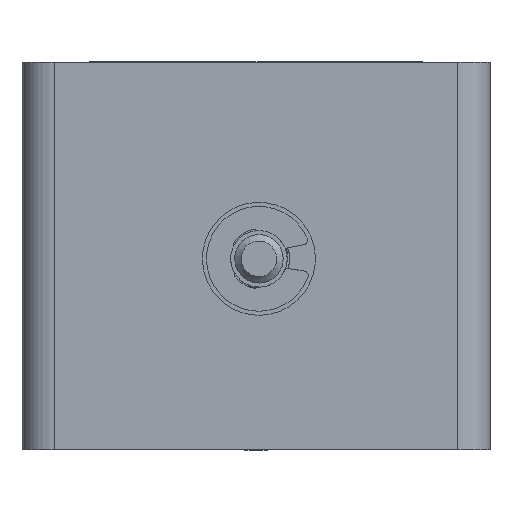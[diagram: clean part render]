
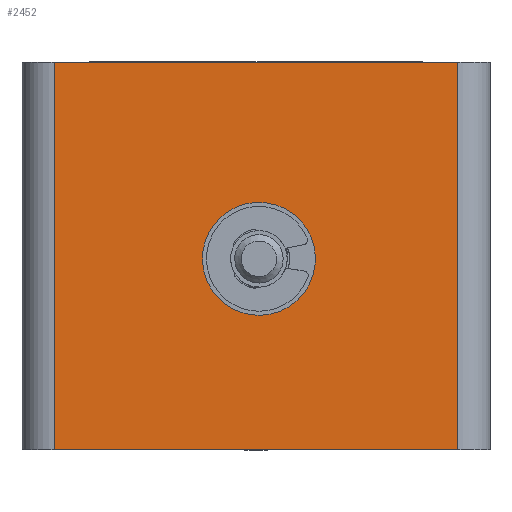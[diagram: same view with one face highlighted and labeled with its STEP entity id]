
A CAD part, front view. The second image highlights one B-rep face of the part: STEP entity #2452.
In plain terms, the highlighted planar face has unit normal (0, -1, 0).
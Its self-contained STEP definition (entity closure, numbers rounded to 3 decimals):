
#57=FACE_BOUND('',#331,.T.);
#89=PLANE('',#2678);
#177=FACE_OUTER_BOUND('',#330,.T.);
#330=EDGE_LOOP('',(#1821,#1822,#1823,#1824));
#331=EDGE_LOOP('',(#1825));
#489=LINE('',#3862,#690);
#507=LINE('',#3904,#708);
#528=LINE('',#3944,#729);
#538=LINE('',#3980,#739);
#690=VECTOR('',#3050,1000.);
#708=VECTOR('',#3078,1000.);
#729=VECTOR('',#3111,1000.);
#739=VECTOR('',#3153,1000.);
#880=CIRCLE('',#2633,3.);
#1046=VERTEX_POINT('',#3790);
#1069=VERTEX_POINT('',#3847);
#1075=VERTEX_POINT('',#3860);
#1093=VERTEX_POINT('',#3901);
#1094=VERTEX_POINT('',#3903);
#1294=EDGE_CURVE('',#1046,#1046,#880,.T.);
#1329=EDGE_CURVE('',#1069,#1075,#489,.T.);
#1350=EDGE_CURVE('',#1094,#1093,#507,.T.);
#1373=EDGE_CURVE('',#1075,#1094,#528,.T.);
#1392=EDGE_CURVE('',#1069,#1093,#538,.T.);
#1821=ORIENTED_EDGE('',*,*,#1350,.T.);
#1822=ORIENTED_EDGE('',*,*,#1392,.F.);
#1823=ORIENTED_EDGE('',*,*,#1329,.T.);
#1824=ORIENTED_EDGE('',*,*,#1373,.T.);
#1825=ORIENTED_EDGE('',*,*,#1294,.F.);
#2452=ADVANCED_FACE('',(#177,#57),#89,.F.);
#2633=AXIS2_PLACEMENT_3D('',#3791,#2989,#2990);
#2678=AXIS2_PLACEMENT_3D('',#3979,#3151,#3152);
#2989=DIRECTION('center_axis',(0.,-1.,0.));
#2990=DIRECTION('ref_axis',(0.,0.,1.));
#3050=DIRECTION('',(-1.,0.,0.));
#3078=DIRECTION('',(1.,0.,0.));
#3111=DIRECTION('',(0.,0.,-1.));
#3151=DIRECTION('center_axis',(0.,1.,0.));
#3152=DIRECTION('ref_axis',(0.,0.,1.));
#3153=DIRECTION('',(0.,0.,-1.));
#3790=CARTESIAN_POINT('',(0.,-26.9,-15.));
#3791=CARTESIAN_POINT('Origin',(0.,-26.9,-12.));
#3847=CARTESIAN_POINT('',(12.5,-26.9,0.));
#3860=CARTESIAN_POINT('',(-12.5,-26.9,0.));
#3862=CARTESIAN_POINT('',(0.,-26.9,0.));
#3901=CARTESIAN_POINT('',(12.5,-26.9,-24.));
#3903=CARTESIAN_POINT('',(-12.5,-26.9,-24.));
#3904=CARTESIAN_POINT('',(0.,-26.9,-24.));
#3944=CARTESIAN_POINT('',(-12.5,-26.9,-12.));
#3979=CARTESIAN_POINT('Origin',(-12.5,-26.9,-24.));
#3980=CARTESIAN_POINT('',(12.5,-26.9,-12.));
